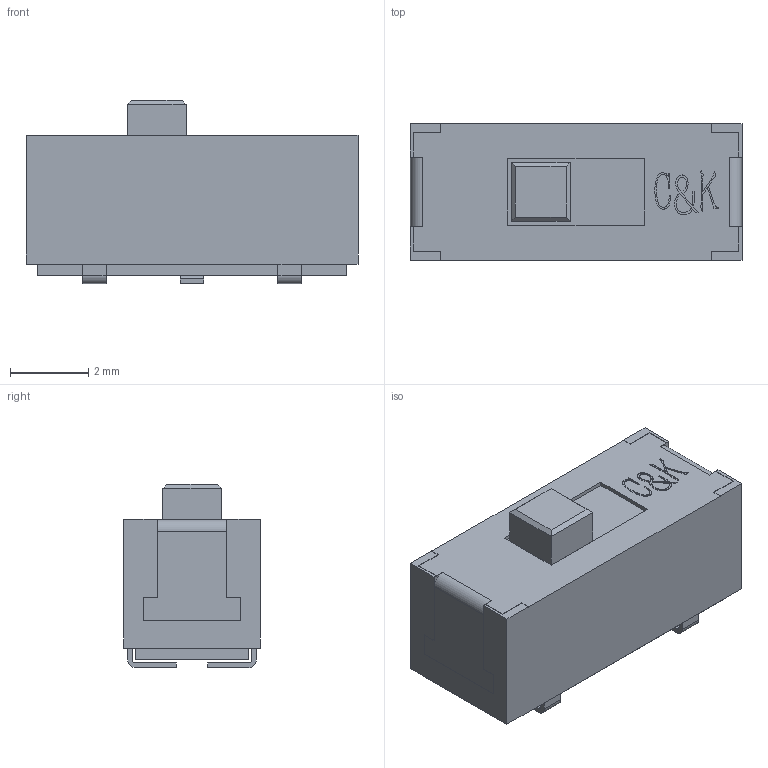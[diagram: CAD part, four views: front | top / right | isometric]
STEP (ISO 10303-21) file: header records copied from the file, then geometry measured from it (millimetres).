
FILE_DESCRIPTION (( 'STEP AP214' ), '1' );
FILE_NAME ('SW-SMD_JS102011JCQN.step', '2022-07-26T15:14:13', ( '' ), ( '' ), 'SwSTEP 2.0', 'SolidWorks 2020', '' );
FILE_SCHEMA (( 'AUTOMOTIVE_DESIGN' ));
Length unit declared in the file: millimetre
Products named in the file (1): SW-SMD_JS102011JCQN
Bounding box: 8.5 x 3.5 x 4.69 mm (x, y, z)
Volume: 106.5 mm3; surface area: 160.3 mm2
Topology: 14 solids, 14 shells, 518 faces, 1412 edges, 940 vertices
Faces by surface type: plane 331, bspline 179, cylinder 8
Entity records: 23272 total; most frequent: CARTESIAN_POINT 8338, ORIENTED_EDGE 2824, DIRECTION 1746, EDGE_CURVE 1412, VECTOR 1034, LINE 1034, VERTEX_POINT 940, EDGE_LOOP 548
